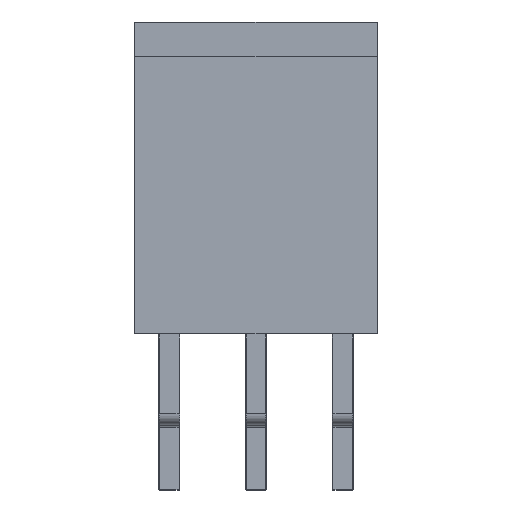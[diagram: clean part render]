
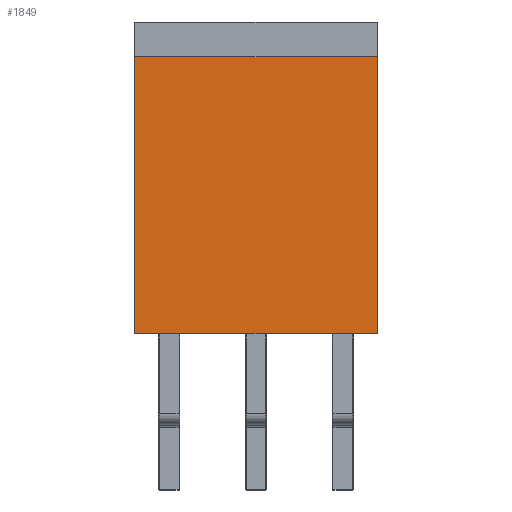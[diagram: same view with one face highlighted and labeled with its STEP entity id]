
A CAD part, top view. The second image highlights one B-rep face of the part: STEP entity #1849.
In plain terms, the highlighted planar face has unit normal (0, 0, 1).
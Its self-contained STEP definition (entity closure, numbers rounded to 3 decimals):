
#79=PLANE('',#2102);
#189=FACE_OUTER_BOUND('',#299,.T.);
#299=EDGE_LOOP('',(#1688,#1689,#1690,#1691));
#350=LINE('',#2915,#500);
#443=LINE('',#3246,#593);
#447=LINE('',#3253,#597);
#449=LINE('',#3256,#599);
#500=VECTOR('',#2319,10.);
#593=VECTOR('',#2700,10.);
#597=VECTOR('',#2708,10.);
#599=VECTOR('',#2712,10.);
#785=VERTEX_POINT('',#2912);
#786=VERTEX_POINT('',#2914);
#880=VERTEX_POINT('',#3245);
#881=VERTEX_POINT('',#3252);
#980=EDGE_CURVE('',#786,#785,#350,.T.);
#1145=EDGE_CURVE('',#880,#786,#443,.T.);
#1149=EDGE_CURVE('',#881,#880,#447,.T.);
#1151=EDGE_CURVE('',#785,#881,#449,.T.);
#1688=ORIENTED_EDGE('',*,*,#980,.T.);
#1689=ORIENTED_EDGE('',*,*,#1151,.T.);
#1690=ORIENTED_EDGE('',*,*,#1149,.T.);
#1691=ORIENTED_EDGE('',*,*,#1145,.T.);
#1849=ADVANCED_FACE('',(#189),#79,.T.);
#2102=AXIS2_PLACEMENT_3D('',#3257,#2713,#2714);
#2319=DIRECTION('',(1.,0.,0.));
#2700=DIRECTION('',(0.,-1.,0.));
#2708=DIRECTION('',(-1.,0.,0.));
#2712=DIRECTION('',(0.,1.,0.));
#2713=DIRECTION('center_axis',(0.,0.,1.));
#2714=DIRECTION('ref_axis',(1.,0.,0.));
#2912=CARTESIAN_POINT('',(-4.026,1.944,1.5));
#2914=CARTESIAN_POINT('',(-11.026,1.944,1.5));
#2915=CARTESIAN_POINT('',(-11.026,1.944,1.5));
#3245=CARTESIAN_POINT('',(-11.026,9.944,1.5));
#3246=CARTESIAN_POINT('',(-11.026,9.944,1.5));
#3252=CARTESIAN_POINT('',(-4.026,9.944,1.5));
#3253=CARTESIAN_POINT('',(-4.026,9.944,1.5));
#3256=CARTESIAN_POINT('',(-4.026,1.944,1.5));
#3257=CARTESIAN_POINT('Origin',(-7.526,5.944,1.5));
